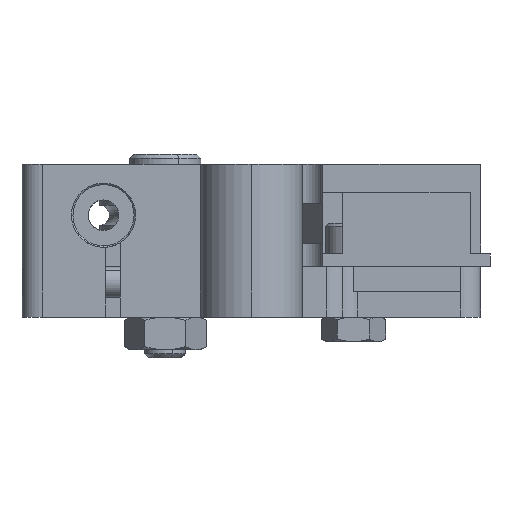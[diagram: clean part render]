
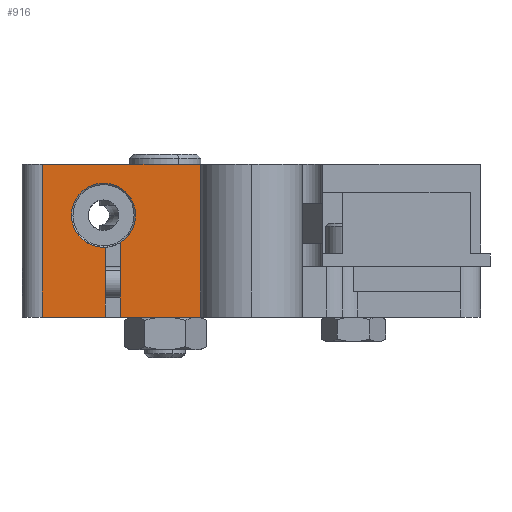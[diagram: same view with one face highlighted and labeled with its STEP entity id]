
A CAD part, left-side view. The second image highlights one B-rep face of the part: STEP entity #916.
In plain terms, the highlighted planar face has unit normal (-1, 0, 0).
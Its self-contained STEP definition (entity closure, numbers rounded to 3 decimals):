
#37 = EDGE_CURVE ( 'NONE', #3938, #3481, #5314, .T. ) ;
#146 = CARTESIAN_POINT ( 'NONE',  ( -22.5, 14.5, 10. ) ) ;
#278 = EDGE_CURVE ( 'NONE', #11808, #9413, #3352, .T. ) ;
#916 = ADVANCED_FACE ( 'NONE', ( #3477 ), #1368, .F. ) ;
#1070 = VECTOR ( 'NONE', #11002, 1000. ) ;
#1188 = ORIENTED_EDGE ( 'NONE', *, *, #10696, .F. ) ;
#1368 = PLANE ( 'NONE',  #5483 ) ;
#1535 = VECTOR ( 'NONE', #7586, 1000. ) ;
#1794 = CARTESIAN_POINT ( 'NONE',  ( -22.5, 14.35, 20.001 ) ) ;
#1832 = VECTOR ( 'NONE', #11937, 1000. ) ;
#1848 = DIRECTION ( 'NONE',  ( 0., 0., 1. ) ) ;
#2006 = CIRCLE ( 'NONE', #3558, 3.15 ) ;
#2058 = VECTOR ( 'NONE', #6238, 1000. ) ;
#2294 = CARTESIAN_POINT ( 'NONE',  ( -22.5, 14.35, 0. ) ) ;
#2347 = EDGE_CURVE ( 'NONE', #10914, #9226, #9540, .T. ) ;
#2369 = ORIENTED_EDGE ( 'NONE', *, *, #2347, .T. ) ;
#2470 = LINE ( 'NONE', #3207, #7252 ) ;
#2614 = AXIS2_PLACEMENT_3D ( 'NONE', #3717, #7575, #1848 ) ;
#2636 = EDGE_CURVE ( 'NONE', #3858, #10914, #2730, .T. ) ;
#2645 = LINE ( 'NONE', #9165, #1832 ) ;
#2730 = LINE ( 'NONE', #6336, #1070 ) ;
#2920 = CARTESIAN_POINT ( 'NONE',  ( -22.5, 14.5, 10. ) ) ;
#3183 = EDGE_CURVE ( 'NONE', #7877, #9226, #5645, .T. ) ;
#3207 = CARTESIAN_POINT ( 'NONE',  ( -22.5, -22.5, 15. ) ) ;
#3352 = LINE ( 'NONE', #9822, #3393 ) ;
#3393 = VECTOR ( 'NONE', #7019, 1000. ) ;
#3424 = LINE ( 'NONE', #8973, #2058 ) ;
#3477 = FACE_OUTER_BOUND ( 'NONE', #4220, .T. ) ;
#3481 = VERTEX_POINT ( 'NONE', #8969 ) ;
#3547 = CARTESIAN_POINT ( 'NONE',  ( -22.5, 12.85, 0. ) ) ;
#3558 = AXIS2_PLACEMENT_3D ( 'NONE', #2920, #10946, #7383 ) ;
#3622 = CARTESIAN_POINT ( 'NONE',  ( -22.5, 14.35, 6.854 ) ) ;
#3717 = CARTESIAN_POINT ( 'NONE',  ( -22.5, 14.5, 10. ) ) ;
#3858 = VERTEX_POINT ( 'NONE', #6816 ) ;
#3938 = VERTEX_POINT ( 'NONE', #11896 ) ;
#3983 = ORIENTED_EDGE ( 'NONE', *, *, #6481, .F. ) ;
#4197 = DIRECTION ( 'NONE',  ( 1., 0., 0. ) ) ;
#4220 = EDGE_LOOP ( 'NONE', ( #1188, #8690, #2369, #5131, #3983, #9722, #5844, #5180, #6664, #6004 ) ) ;
#4856 = DIRECTION ( 'NONE',  ( -1., 0., 0. ) ) ;
#5013 = DIRECTION ( 'NONE',  ( 0., -1., 0. ) ) ;
#5131 = ORIENTED_EDGE ( 'NONE', *, *, #3183, .F. ) ;
#5166 = CARTESIAN_POINT ( 'NONE',  ( -22.5, -22.5, 20. ) ) ;
#5180 = ORIENTED_EDGE ( 'NONE', *, *, #278, .T. ) ;
#5248 = DIRECTION ( 'NONE',  ( 0., -1., 0. ) ) ;
#5314 = CIRCLE ( 'NONE', #2614, 3.15 ) ;
#5483 = AXIS2_PLACEMENT_3D ( 'NONE', #5166, #4197, #7885 ) ;
#5645 = LINE ( 'NONE', #1794, #1535 ) ;
#5844 = ORIENTED_EDGE ( 'NONE', *, *, #7282, .F. ) ;
#6004 = ORIENTED_EDGE ( 'NONE', *, *, #8327, .F. ) ;
#6211 = VERTEX_POINT ( 'NONE', #10498 ) ;
#6238 = DIRECTION ( 'NONE',  ( 0., -1., 0. ) ) ;
#6336 = CARTESIAN_POINT ( 'NONE',  ( -22.5, 20.5, 20. ) ) ;
#6481 = EDGE_CURVE ( 'NONE', #3481, #7877, #6756, .T. ) ;
#6664 = ORIENTED_EDGE ( 'NONE', *, *, #11277, .T. ) ;
#6756 = CIRCLE ( 'NONE', #11016, 3.15 ) ;
#6816 = CARTESIAN_POINT ( 'NONE',  ( -22.5, 20.5, 15. ) ) ;
#7019 = DIRECTION ( 'NONE',  ( 0., 0., -1. ) ) ;
#7252 = VECTOR ( 'NONE', #5013, 1000. ) ;
#7282 = EDGE_CURVE ( 'NONE', #11808, #3938, #2006, .T. ) ;
#7383 = DIRECTION ( 'NONE',  ( 0., 0., 1. ) ) ;
#7574 = DIRECTION ( 'NONE',  ( 0., 0., 1. ) ) ;
#7575 = DIRECTION ( 'NONE',  ( -1., 0., 0. ) ) ;
#7586 = DIRECTION ( 'NONE',  ( 0., 0., -1. ) ) ;
#7877 = VERTEX_POINT ( 'NONE', #3622 ) ;
#7885 = DIRECTION ( 'NONE',  ( 0., 0., -1. ) ) ;
#8152 = CARTESIAN_POINT ( 'NONE',  ( -22.5, 12.85, 7.317 ) ) ;
#8196 = CARTESIAN_POINT ( 'NONE',  ( -22.5, 5., 15. ) ) ;
#8327 = EDGE_CURVE ( 'NONE', #10983, #6211, #2645, .T. ) ;
#8690 = ORIENTED_EDGE ( 'NONE', *, *, #2636, .T. ) ;
#8969 = CARTESIAN_POINT ( 'NONE',  ( -22.5, 14.5, 6.85 ) ) ;
#8973 = CARTESIAN_POINT ( 'NONE',  ( -22.5, -22.5, 0. ) ) ;
#9165 = CARTESIAN_POINT ( 'NONE',  ( -22.5, 5., 32.5 ) ) ;
#9226 = VERTEX_POINT ( 'NONE', #2294 ) ;
#9413 = VERTEX_POINT ( 'NONE', #3547 ) ;
#9540 = LINE ( 'NONE', #9843, #11875 ) ;
#9722 = ORIENTED_EDGE ( 'NONE', *, *, #37, .F. ) ;
#9822 = CARTESIAN_POINT ( 'NONE',  ( -22.5, 12.85, 20.001 ) ) ;
#9843 = CARTESIAN_POINT ( 'NONE',  ( -22.5, -22.5, 0. ) ) ;
#10498 = CARTESIAN_POINT ( 'NONE',  ( -22.5, 5., 0. ) ) ;
#10696 = EDGE_CURVE ( 'NONE', #3858, #10983, #2470, .T. ) ;
#10914 = VERTEX_POINT ( 'NONE', #11044 ) ;
#10946 = DIRECTION ( 'NONE',  ( -1., 0., 0. ) ) ;
#10983 = VERTEX_POINT ( 'NONE', #8196 ) ;
#11002 = DIRECTION ( 'NONE',  ( 0., 0., -1. ) ) ;
#11016 = AXIS2_PLACEMENT_3D ( 'NONE', #146, #4856, #7574 ) ;
#11044 = CARTESIAN_POINT ( 'NONE',  ( -22.5, 20.5, 0. ) ) ;
#11277 = EDGE_CURVE ( 'NONE', #9413, #6211, #3424, .T. ) ;
#11808 = VERTEX_POINT ( 'NONE', #8152 ) ;
#11875 = VECTOR ( 'NONE', #5248, 1000. ) ;
#11896 = CARTESIAN_POINT ( 'NONE',  ( -22.5, 14.5, 13.15 ) ) ;
#11937 = DIRECTION ( 'NONE',  ( 0., 0., -1. ) ) ;
